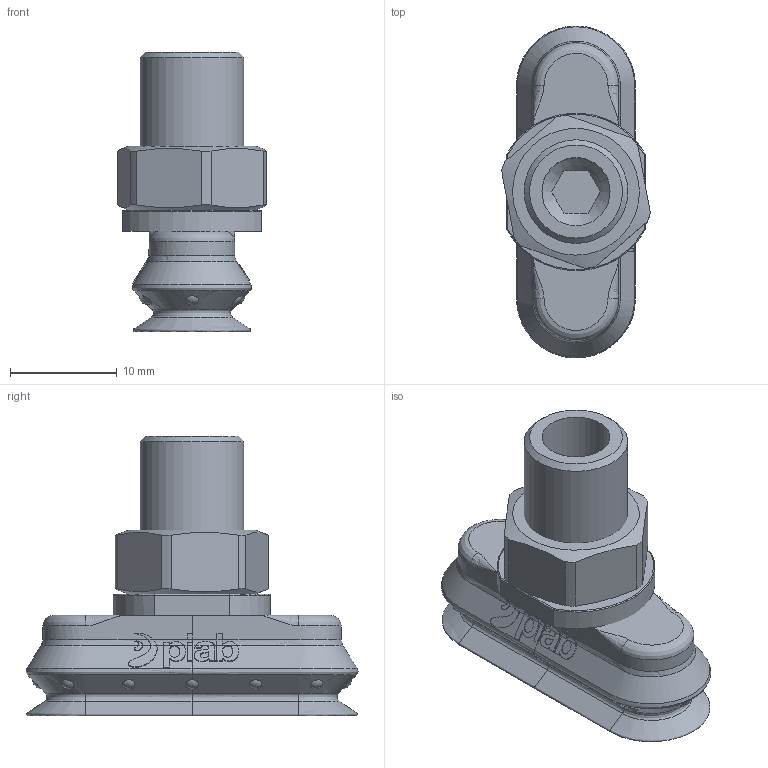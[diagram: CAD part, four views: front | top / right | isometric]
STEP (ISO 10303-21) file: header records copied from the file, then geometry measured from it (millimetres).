
FILE_DESCRIPTION( ( 'Unknown' ), '1' );
FILE_NAME( 'ISM-0900947.stp', 'Unknown', ( 'Unknown' ), ( 'Unknown' ), 'PSStep 17.0.49', 'Unknown', ' ' );
FILE_SCHEMA( ( 'AUTOMOTIVE_DESIGN { 1 0 10303 214 1 1 1 1 }' ) );
Length unit declared in the file: millimetre
Products named in the file (4): Assem1; SE-0408092; SE-0410671; SE-0408665
Assembly tree (3 placements, depth 2):
  Assem1
    SE-0408092
    SE-0410671
    SE-0408665
Bounding box: 13.96 x 31.16 x 26.22 mm (x, y, z)
Volume: 3830 mm3; surface area: 3285.2 mm2
Topology: 3 solids, 3 shells, 328 faces, 880 edges, 572 vertices
Faces by surface type: bspline 172, plane 94, offset 22, cylinder 18, sphere 12, cone 7, torus 3
Full cylindrical faces by diameter (mm): 3 x2, 6.4 x1, 8.566 x1, 8.8 x1, 9.728 x1
Entity records: 27468 total; most frequent: CARTESIAN_POINT 18199, ORIENTED_EDGE 1654, EDGE_CURVE 827, DIRECTION 737, VERTEX_POINT 565, B_SPLINE_CURVE_WITH_KNOTS 427, EDGE_LOOP 384, FACE_OUTER_BOUND 341
